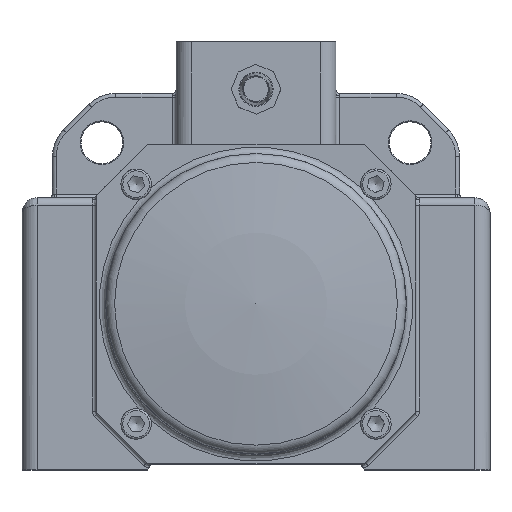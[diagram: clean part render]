
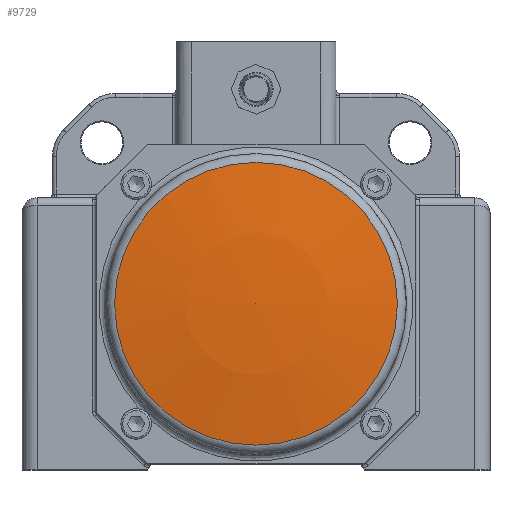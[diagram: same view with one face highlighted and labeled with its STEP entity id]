
A CAD part, top view. The second image highlights one B-rep face of the part: STEP entity #9729.
In plain terms, the highlighted spherical face has radius 502 mm.
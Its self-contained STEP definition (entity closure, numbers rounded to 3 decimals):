
#9706=CARTESIAN_POINT('',(0.,-74.314,107.469));
#9707=VERTEX_POINT('',#9706);
#9708=CARTESIAN_POINT('',(0.,0.,107.469));
#9709=DIRECTION('',(0.0,0.0,-1.0));
#9710=DIRECTION('',(0.0,1.0,0.0));
#9711=AXIS2_PLACEMENT_3D('',#9708,#9709,#9710);
#9712=CIRCLE('',#9711,74.314);
#9713=EDGE_CURVE('',#9707,#9707,#9712,.T.);
#9721=CARTESIAN_POINT('',(0.,0.,-389.));
#9722=DIRECTION('',(0.0,0.0,1.0));
#9723=DIRECTION('',(1.0,0.0,0.0));
#9724=AXIS2_PLACEMENT_3D('',#9721,#9722,#9723);
#9725=SPHERICAL_SURFACE('',#9724,502.);
#9726=ORIENTED_EDGE('',*,*,#9713,.F.);
#9727=EDGE_LOOP('',(#9726));
#9728=FACE_OUTER_BOUND('',#9727,.T.);
#9729=ADVANCED_FACE('',(#9728),#9725,.T.);
